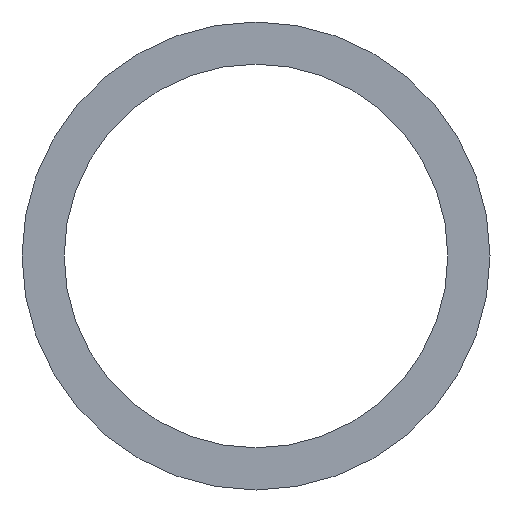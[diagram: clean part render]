
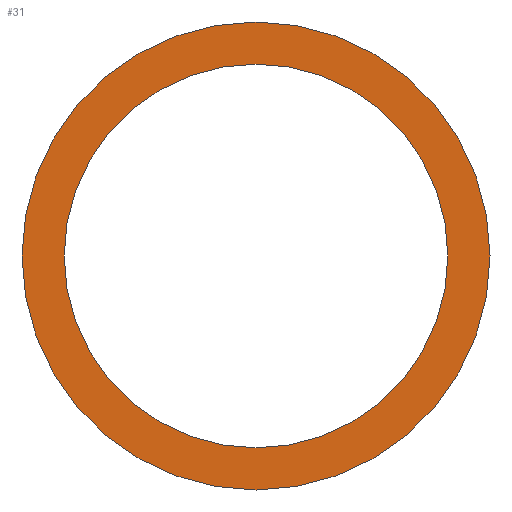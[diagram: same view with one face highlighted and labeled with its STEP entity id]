
A CAD part, front view. The second image highlights one B-rep face of the part: STEP entity #31.
In plain terms, the highlighted planar face has unit normal (0, -1, 0).
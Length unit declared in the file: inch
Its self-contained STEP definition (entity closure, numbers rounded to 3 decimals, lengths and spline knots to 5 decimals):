
#3 = DIRECTION ( 'NONE',  ( 0., 0., 1. ) ) ;
#8 = CARTESIAN_POINT ( 'NONE',  ( 0., 0., -0.49985 ) ) ;
#9 = DIRECTION ( 'NONE',  ( 0., 0., 1. ) ) ;
#12 = VERTEX_POINT ( 'NONE', #8 ) ;
#22 = CARTESIAN_POINT ( 'NONE',  ( 0., 0., 0. ) ) ;
#23 = CARTESIAN_POINT ( 'NONE',  ( 0., 0., 0. ) ) ;
#27 = CIRCLE ( 'NONE', #174, 0.40985 ) ;
#31 = ADVANCED_FACE ( 'NONE', ( #133, #124 ), #222, .F. ) ;
#32 = DIRECTION ( 'NONE',  ( 0., 0., 1. ) ) ;
#34 = ORIENTED_EDGE ( 'NONE', *, *, #242, .F. ) ;
#41 = CARTESIAN_POINT ( 'NONE',  ( 0., 0., 0.40985 ) ) ;
#51 = CIRCLE ( 'NONE', #177, 0.49985 ) ;
#61 = VERTEX_POINT ( 'NONE', #220 ) ;
#62 = DIRECTION ( 'NONE',  ( 0., 0., 1. ) ) ;
#75 = CIRCLE ( 'NONE', #186, 0.49985 ) ;
#79 = CARTESIAN_POINT ( 'NONE',  ( 0., 0., 0. ) ) ;
#107 = CARTESIAN_POINT ( 'NONE',  ( 0., 0., -0.40985 ) ) ;
#124 = FACE_BOUND ( 'NONE', #160, .T. ) ;
#127 = CARTESIAN_POINT ( 'NONE',  ( 0., 0., 0. ) ) ;
#128 = DIRECTION ( 'NONE',  ( 0., 1., 0. ) ) ;
#129 = DIRECTION ( 'NONE',  ( 0., 0., 1. ) ) ;
#133 = FACE_OUTER_BOUND ( 'NONE', #176, .T. ) ;
#141 = DIRECTION ( 'NONE',  ( 0., 1., 0. ) ) ;
#144 = DIRECTION ( 'NONE',  ( 0., 1., 0. ) ) ;
#145 = CIRCLE ( 'NONE', #200, 0.40985 ) ;
#146 = EDGE_CURVE ( 'NONE', #181, #212, #145, .T. ) ;
#153 = DIRECTION ( 'NONE',  ( 0., 1., 0. ) ) ;
#154 = DIRECTION ( 'NONE',  ( 0., 1., 0. ) ) ;
#160 = EDGE_LOOP ( 'NONE', ( #252, #208 ) ) ;
#174 = AXIS2_PLACEMENT_3D ( 'NONE', #211, #154, #32 ) ;
#176 = EDGE_LOOP ( 'NONE', ( #218, #34 ) ) ;
#177 = AXIS2_PLACEMENT_3D ( 'NONE', #23, #153, #3 ) ;
#181 = VERTEX_POINT ( 'NONE', #107 ) ;
#186 = AXIS2_PLACEMENT_3D ( 'NONE', #127, #128, #129 ) ;
#200 = AXIS2_PLACEMENT_3D ( 'NONE', #22, #144, #62 ) ;
#206 = AXIS2_PLACEMENT_3D ( 'NONE', #79, #141, #9 ) ;
#208 = ORIENTED_EDGE ( 'NONE', *, *, #246, .T. ) ;
#211 = CARTESIAN_POINT ( 'NONE',  ( 0., 0., 0. ) ) ;
#212 = VERTEX_POINT ( 'NONE', #41 ) ;
#218 = ORIENTED_EDGE ( 'NONE', *, *, #234, .F. ) ;
#220 = CARTESIAN_POINT ( 'NONE',  ( 0., 0., 0.49985 ) ) ;
#222 = PLANE ( 'NONE',  #206 ) ;
#234 = EDGE_CURVE ( 'NONE', #12, #61, #75, .T. ) ;
#242 = EDGE_CURVE ( 'NONE', #61, #12, #51, .T. ) ;
#246 = EDGE_CURVE ( 'NONE', #212, #181, #27, .T. ) ;
#252 = ORIENTED_EDGE ( 'NONE', *, *, #146, .T. ) ;
